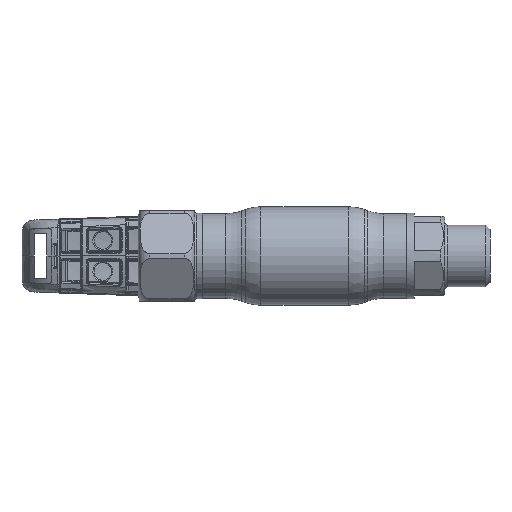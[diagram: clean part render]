
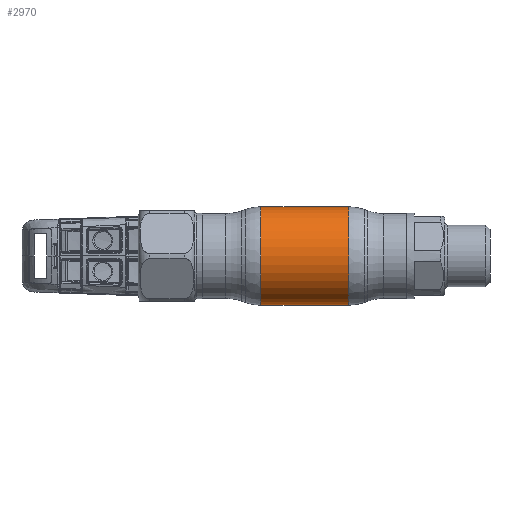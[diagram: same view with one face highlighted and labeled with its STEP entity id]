
A CAD part, front view. The second image highlights one B-rep face of the part: STEP entity #2970.
In plain terms, the highlighted cylindrical face has radius 13 mm (diameter 26 mm), a partial arc.
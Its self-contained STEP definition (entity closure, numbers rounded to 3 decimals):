
#494 = LINE ( 'NONE', #50347, #57640 ) ;
#2970 = ADVANCED_FACE ( 'NONE', ( #62179 ), #6728, .T. ) ;
#4292 = VECTOR ( 'NONE', #28946, 1000. ) ;
#5087 = CARTESIAN_POINT ( 'NONE',  ( -11.634, 0., 0. ) ) ;
#5435 = CIRCLE ( 'NONE', #46003, 13. ) ;
#6728 = CYLINDRICAL_SURFACE ( 'NONE', #13214, 13. ) ;
#10172 = DIRECTION ( 'NONE',  ( 0., 0., 1. ) ) ;
#10831 = EDGE_LOOP ( 'NONE', ( #51875, #66439, #47132, #26784 ) ) ;
#11947 = DIRECTION ( 'NONE',  ( -1., 0., 0. ) ) ;
#13214 = AXIS2_PLACEMENT_3D ( 'NONE', #39997, #11947, #28622 ) ;
#14447 = VERTEX_POINT ( 'NONE', #28901 ) ;
#23648 = CARTESIAN_POINT ( 'NONE',  ( -62.69, 0., 13. ) ) ;
#25014 = EDGE_CURVE ( 'NONE', #14447, #36700, #5435, .T. ) ;
#26784 = ORIENTED_EDGE ( 'NONE', *, *, #28678, .F. ) ;
#27211 = CARTESIAN_POINT ( 'NONE',  ( -11.634, 0., 13. ) ) ;
#28622 = DIRECTION ( 'NONE',  ( 0., 0., 1. ) ) ;
#28678 = EDGE_CURVE ( 'NONE', #71260, #53349, #34324, .T. ) ;
#28901 = CARTESIAN_POINT ( 'NONE',  ( 11.634, 0., -13. ) ) ;
#28946 = DIRECTION ( 'NONE',  ( -1., 0., 0. ) ) ;
#29605 = CARTESIAN_POINT ( 'NONE',  ( -11.634, 0., -13. ) ) ;
#31705 = EDGE_CURVE ( 'NONE', #14447, #71260, #494, .T. ) ;
#33665 = AXIS2_PLACEMENT_3D ( 'NONE', #5087, #60550, #10172 ) ;
#34324 = CIRCLE ( 'NONE', #33665, 13. ) ;
#36700 = VERTEX_POINT ( 'NONE', #39684 ) ;
#39648 = DIRECTION ( 'NONE',  ( -1., 0., 0. ) ) ;
#39684 = CARTESIAN_POINT ( 'NONE',  ( 11.634, 0., 13. ) ) ;
#39997 = CARTESIAN_POINT ( 'NONE',  ( -62.69, 0., 0. ) ) ;
#46003 = AXIS2_PLACEMENT_3D ( 'NONE', #60518, #71186, #71423 ) ;
#47132 = ORIENTED_EDGE ( 'NONE', *, *, #68211, .T. ) ;
#50347 = CARTESIAN_POINT ( 'NONE',  ( -62.69, 0., -13. ) ) ;
#51875 = ORIENTED_EDGE ( 'NONE', *, *, #31705, .F. ) ;
#53349 = VERTEX_POINT ( 'NONE', #27211 ) ;
#57640 = VECTOR ( 'NONE', #39648, 1000. ) ;
#60518 = CARTESIAN_POINT ( 'NONE',  ( 11.634, 0., 0. ) ) ;
#60550 = DIRECTION ( 'NONE',  ( -1., 0., 0. ) ) ;
#62179 = FACE_OUTER_BOUND ( 'NONE', #10831, .T. ) ;
#66439 = ORIENTED_EDGE ( 'NONE', *, *, #25014, .T. ) ;
#68211 = EDGE_CURVE ( 'NONE', #36700, #53349, #70154, .T. ) ;
#70154 = LINE ( 'NONE', #23648, #4292 ) ;
#71186 = DIRECTION ( 'NONE',  ( -1., 0., 0. ) ) ;
#71260 = VERTEX_POINT ( 'NONE', #29605 ) ;
#71423 = DIRECTION ( 'NONE',  ( 0., 0., 1. ) ) ;
